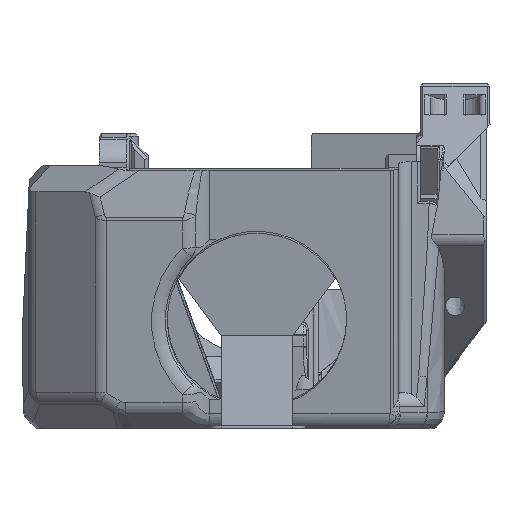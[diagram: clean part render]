
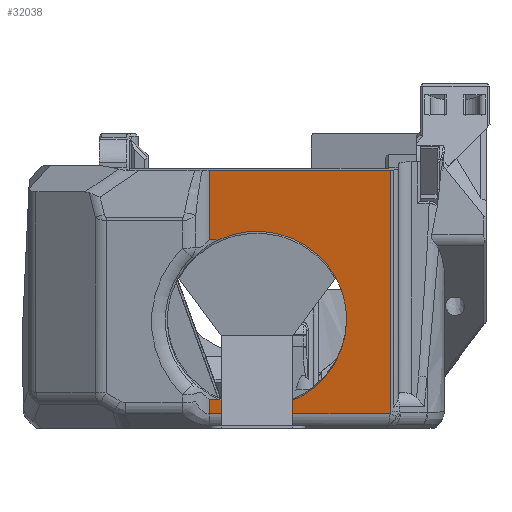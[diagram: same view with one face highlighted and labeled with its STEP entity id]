
A CAD part, left-side view. The second image highlights one B-rep face of the part: STEP entity #32038.
In plain terms, the highlighted planar face has unit normal (-0.985, 0, -0.174).
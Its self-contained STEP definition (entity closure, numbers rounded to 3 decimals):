
#551=ELLIPSE('',#34603,1.92,1.);
#1551=CIRCLE('',#34604,14.);
#3598=LINE('',#54206,#6507);
#3599=LINE('',#54208,#6508);
#3642=LINE('',#54374,#6551);
#3643=LINE('',#54379,#6552);
#3644=LINE('',#54381,#6553);
#6507=VECTOR('',#40289,1000.);
#6508=VECTOR('',#40292,1000.);
#6551=VECTOR('',#40383,1000.);
#6552=VECTOR('',#40390,1000.);
#6553=VECTOR('',#40391,1000.);
#12562=ORIENTED_EDGE('',*,*,#20183,.T.);
#12563=ORIENTED_EDGE('',*,*,#20246,.T.);
#12564=ORIENTED_EDGE('',*,*,#20244,.F.);
#12565=ORIENTED_EDGE('',*,*,#20247,.F.);
#12566=ORIENTED_EDGE('',*,*,#20248,.T.);
#12567=ORIENTED_EDGE('',*,*,#20249,.T.);
#12568=ORIENTED_EDGE('',*,*,#20250,.T.);
#12569=ORIENTED_EDGE('',*,*,#20186,.T.);
#12570=ORIENTED_EDGE('',*,*,#20184,.T.);
#20183=EDGE_CURVE('',#24158,#24230,#3598,.T.);
#20184=EDGE_CURVE('',#24231,#24158,#3599,.F.);
#20186=EDGE_CURVE('',#24232,#24231,#25736,.T.);
#20244=EDGE_CURVE('',#24271,#24272,#3642,.F.);
#20246=EDGE_CURVE('',#24230,#24272,#551,.F.);
#20247=EDGE_CURVE('',#24273,#24271,#3643,.T.);
#20248=EDGE_CURVE('',#24273,#24274,#3644,.F.);
#20249=EDGE_CURVE('',#24274,#24275,#25743,.F.);
#20250=EDGE_CURVE('',#24275,#24232,#1551,.T.);
#24158=VERTEX_POINT('',#53948);
#24230=VERTEX_POINT('',#54205);
#24231=VERTEX_POINT('',#54209);
#24232=VERTEX_POINT('',#54242);
#24271=VERTEX_POINT('',#54373);
#24272=VERTEX_POINT('',#54375);
#24273=VERTEX_POINT('',#54380);
#24274=VERTEX_POINT('',#54382);
#24275=VERTEX_POINT('',#54387);
#25736=B_SPLINE_CURVE_WITH_KNOTS('',3,(#54238,#54239,#54240,#54241),
 .UNSPECIFIED.,.F.,.F.,(4,4),(0.,0.001),.UNSPECIFIED.);
#25743=B_SPLINE_CURVE_WITH_KNOTS('',3,(#54383,#54384,#54385,#54386),
 .UNSPECIFIED.,.F.,.F.,(4,4),(0.,0.001),.UNSPECIFIED.);
#27077=EDGE_LOOP('',(#12562,#12563,#12564,#12565,#12566,#12567,#12568,#12569,
#12570));
#29054=FACE_BOUND('',#27077,.T.);
#30654=PLANE('',#34602);
#32038=ADVANCED_FACE('',(#29054),#30654,.F.);
#34602=AXIS2_PLACEMENT_3D('',#54377,#40386,#40387);
#34603=AXIS2_PLACEMENT_3D('',#54378,#40388,#40389);
#34604=AXIS2_PLACEMENT_3D('',#54388,#40392,#40393);
#40289=DIRECTION('',(0.,-1.,0.));
#40292=DIRECTION('',(-0.174,0.,0.985));
#40383=DIRECTION('',(-0.174,0.,0.985));
#40386=DIRECTION('',(0.985,0.,0.174));
#40387=DIRECTION('',(-0.174,0.,0.985));
#40388=DIRECTION('',(0.985,0.,0.174));
#40389=DIRECTION('',(0.126,-0.686,-0.716));
#40390=DIRECTION('',(0.,-1.,0.));
#40391=DIRECTION('',(-0.174,0.,0.985));
#40392=DIRECTION('',(0.985,0.,0.174));
#40393=DIRECTION('',(-0.174,0.,0.985));
#53948=CARTESIAN_POINT('',(-27.864,12.27,2.262));
#54205=CARTESIAN_POINT('',(-27.864,-15.951,2.262));
#54206=CARTESIAN_POINT('',(-27.864,-14.655,2.262));
#54208=CARTESIAN_POINT('',(-31.185,12.27,21.099));
#54209=CARTESIAN_POINT('',(-28.255,12.27,4.482));
#54238=CARTESIAN_POINT('',(-28.27,10.952,4.562));
#54239=CARTESIAN_POINT('',(-28.27,11.393,4.564));
#54240=CARTESIAN_POINT('',(-28.265,11.833,4.537));
#54241=CARTESIAN_POINT('',(-28.255,12.27,4.482));
#54242=CARTESIAN_POINT('',(-28.27,10.952,4.562));
#54373=CARTESIAN_POINT('',(-34.572,-16.002,40.304));
#54374=CARTESIAN_POINT('',(-7.663,-16.002,-112.301));
#54375=CARTESIAN_POINT('',(-27.916,-16.002,2.558));
#54377=CARTESIAN_POINT('',(-31.185,24.853,21.099));
#54378=CARTESIAN_POINT('',(-28.071,-14.497,3.435));
#54379=CARTESIAN_POINT('',(-34.572,24.853,40.304));
#54380=CARTESIAN_POINT('',(-34.572,12.27,40.304));
#54381=CARTESIAN_POINT('',(-31.185,12.27,21.099));
#54382=CARTESIAN_POINT('',(-32.66,12.27,29.463));
#54383=CARTESIAN_POINT('',(-32.646,10.952,29.383));
#54384=CARTESIAN_POINT('',(-32.646,11.393,29.381));
#54385=CARTESIAN_POINT('',(-32.651,11.833,29.409));
#54386=CARTESIAN_POINT('',(-32.66,12.27,29.463));
#54387=CARTESIAN_POINT('',(-32.646,10.952,29.383));
#54388=CARTESIAN_POINT('',(-30.458,4.853,16.973));
